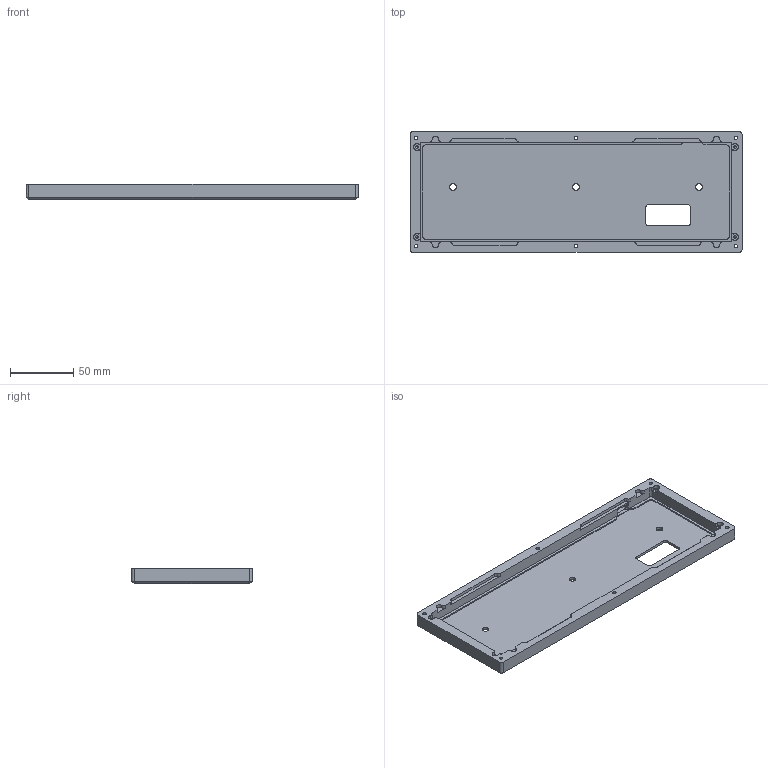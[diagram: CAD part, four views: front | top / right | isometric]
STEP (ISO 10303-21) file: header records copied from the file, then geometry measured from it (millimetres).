
FILE_DESCRIPTION(/* description */ (''),/* implementation_level */ '2;1');
FILE_NAME(/* name */ 'Carpool-Bottom-3DP.step',/* time_stamp */ '2021-09-25T21:28:55-04:00',/* author */ (''),/* organization */ (''),/* preprocessor_version */ 'ST-DEVELOPER v18.1',/* originating_system */ 'Autodesk Translation Framework v10.10.0.1391',/* authorisation */ '');
FILE_SCHEMA (('AUTOMOTIVE_DESIGN { 1 0 10303 214 3 1 1 }'));
Length unit declared in the file: millimetre
Products named in the file (1): Carpool-Bottom
Bounding box: 261.89 x 95.2 x 12.26 mm (x, y, z)
Volume: 101978.9 mm3; surface area: 64630 mm2
Topology: 1 solids, 1 shells, 177 faces, 468 edges, 300 vertices
Faces by surface type: cylinder 87, plane 56, bspline 26, torus 4, cone 4
Full cylindrical faces by diameter (mm): 2.075 x4, 2.7 x6, 5.2 x3, 5.27 x6
Entity records: 6504 total; most frequent: CARTESIAN_POINT 2112, ORIENTED_EDGE 928, DIRECTION 874, EDGE_CURVE 464, AXIS2_PLACEMENT_3D 330, VERTEX_POINT 300, LINE 214, VECTOR 214
